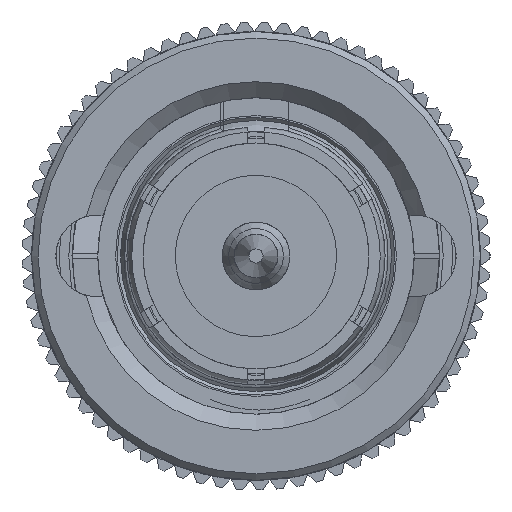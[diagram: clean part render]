
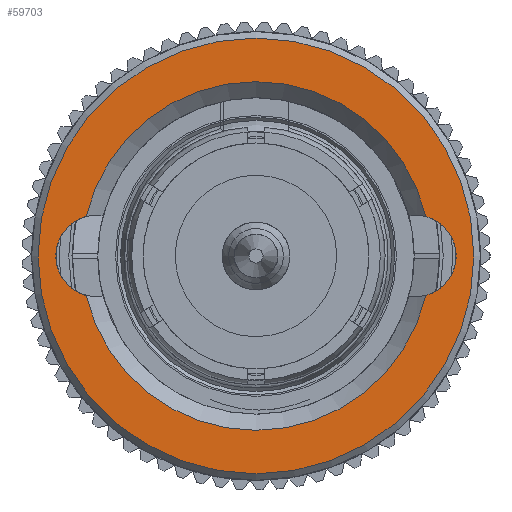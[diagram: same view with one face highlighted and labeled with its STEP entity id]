
A CAD part, front view. The second image highlights one B-rep face of the part: STEP entity #59703.
In plain terms, the highlighted face is planar.
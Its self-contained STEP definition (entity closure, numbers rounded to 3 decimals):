
#408=PLANE('',#63171);
#2676=CIRCLE('',#63156,1.265);
#2678=CIRCLE('',#63163,1.265);
#2681=CIRCLE('',#63172,6.75);
#2682=CIRCLE('',#63173,5.4);
#2683=CIRCLE('',#63174,5.4);
#19845=ORIENTED_EDGE('',*,*,#33790,.T.);
#19846=ORIENTED_EDGE('',*,*,#33775,.T.);
#19847=ORIENTED_EDGE('',*,*,#33791,.T.);
#19848=ORIENTED_EDGE('',*,*,#33781,.T.);
#19849=ORIENTED_EDGE('',*,*,#33792,.T.);
#33775=EDGE_CURVE('',#40842,#40841,#2676,.T.);
#33781=EDGE_CURVE('',#40843,#40844,#2678,.T.);
#33790=EDGE_CURVE('',#40845,#40845,#2681,.F.);
#33791=EDGE_CURVE('',#40841,#40843,#2682,.T.);
#33792=EDGE_CURVE('',#40844,#40842,#2683,.T.);
#40841=VERTEX_POINT('',#134233);
#40842=VERTEX_POINT('',#134235);
#40843=VERTEX_POINT('',#134247);
#40844=VERTEX_POINT('',#134248);
#40845=VERTEX_POINT('',#134267);
#48584=EDGE_LOOP('',(#19845));
#48585=EDGE_LOOP('',(#19846,#19847,#19848,#19849));
#53074=FACE_BOUND('',#48584,.T.);
#53075=FACE_BOUND('',#48585,.T.);
#59703=ADVANCED_FACE('',(#53074,#53075),#408,.F.);
#63156=AXIS2_PLACEMENT_3D('',#134234,#68073,#68074);
#63163=AXIS2_PLACEMENT_3D('',#134246,#68087,#68088);
#63171=AXIS2_PLACEMENT_3D('',#134265,#68104,#68105);
#63172=AXIS2_PLACEMENT_3D('',#134266,#68106,#68107);
#63173=AXIS2_PLACEMENT_3D('',#134268,#68108,#68109);
#63174=AXIS2_PLACEMENT_3D('',#134269,#68110,#68111);
#68073=DIRECTION('',(0.,0.,-1.));
#68074=DIRECTION('',(0.,1.,0.));
#68087=DIRECTION('',(0.,0.,-1.));
#68088=DIRECTION('',(0.,-1.,0.));
#68104=DIRECTION('',(0.,0.,-1.));
#68105=DIRECTION('',(-1.,0.,0.));
#68106=DIRECTION('',(0.,0.,-1.));
#68107=DIRECTION('',(-1.,0.,0.));
#68108=DIRECTION('',(0.,0.,-1.));
#68109=DIRECTION('',(-1.,0.,0.));
#68110=DIRECTION('',(0.,0.,-1.));
#68111=DIRECTION('',(-1.,0.,0.));
#134233=CARTESIAN_POINT('',(-1.223,-5.26,15.));
#134234=CARTESIAN_POINT('',(0.,-4.935,15.));
#134235=CARTESIAN_POINT('',(1.223,-5.26,15.));
#134246=CARTESIAN_POINT('',(0.,4.935,15.));
#134247=CARTESIAN_POINT('',(-1.223,5.26,15.));
#134248=CARTESIAN_POINT('',(1.223,5.26,15.));
#134265=CARTESIAN_POINT('',(0.,0.,15.));
#134266=CARTESIAN_POINT('',(0.,0.,15.));
#134267=CARTESIAN_POINT('',(-6.75,0.,15.));
#134268=CARTESIAN_POINT('',(0.,0.,15.));
#134269=CARTESIAN_POINT('',(0.,0.,15.));
